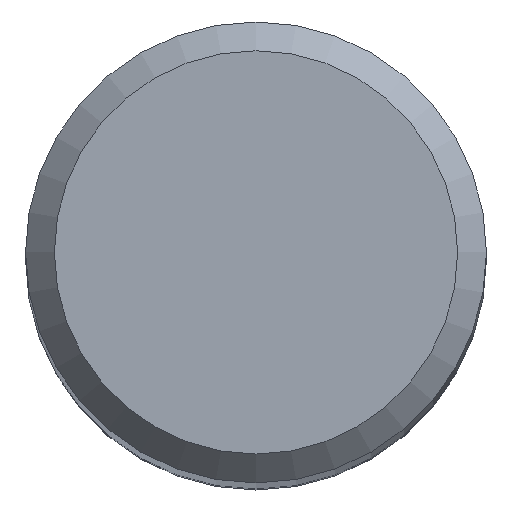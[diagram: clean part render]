
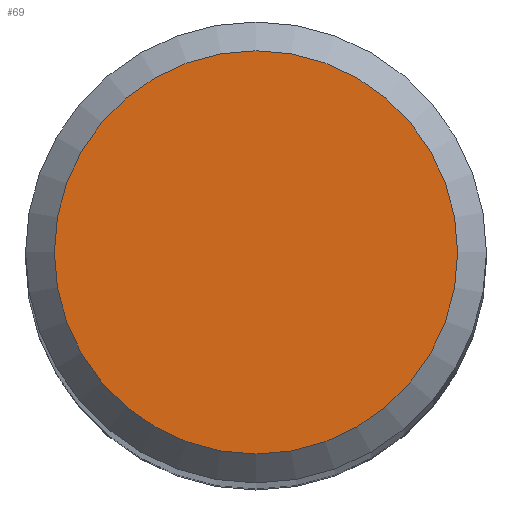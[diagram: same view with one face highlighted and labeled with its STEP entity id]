
A CAD part, top view. The second image highlights one B-rep face of the part: STEP entity #69.
In plain terms, the highlighted planar face has unit normal (0, 0, 1).
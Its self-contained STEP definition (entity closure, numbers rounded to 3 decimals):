
#57=PLANE('',#143);
#62=FACE_OUTER_BOUND('',#91,.T.);
#69=ADVANCED_FACE('',(#62),#57,.F.);
#91=EDGE_LOOP('',(#105));
#105=ORIENTED_EDGE('',*,*,#126,.T.);
#119=VERTEX_POINT('',#199);
#126=EDGE_CURVE('',#119,#119,#133,.T.);
#133=CIRCLE('',#142,7.);
#142=AXIS2_PLACEMENT_3D('',#198,#164,#165);
#143=AXIS2_PLACEMENT_3D('',#200,#166,#167);
#164=DIRECTION('',(0.,0.,1.));
#165=DIRECTION('',(0.,1.,0.));
#166=DIRECTION('',(0.,0.,-1.));
#167=DIRECTION('',(0.,1.,0.));
#198=CARTESIAN_POINT('',(0.,0.,115.));
#199=CARTESIAN_POINT('',(0.,7.,115.));
#200=CARTESIAN_POINT('',(0.,8.,115.));
